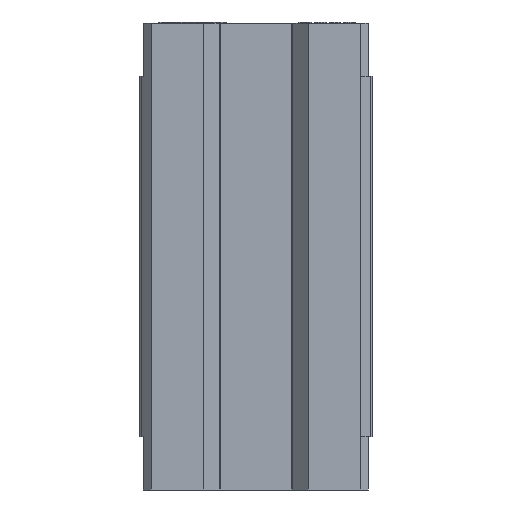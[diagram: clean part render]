
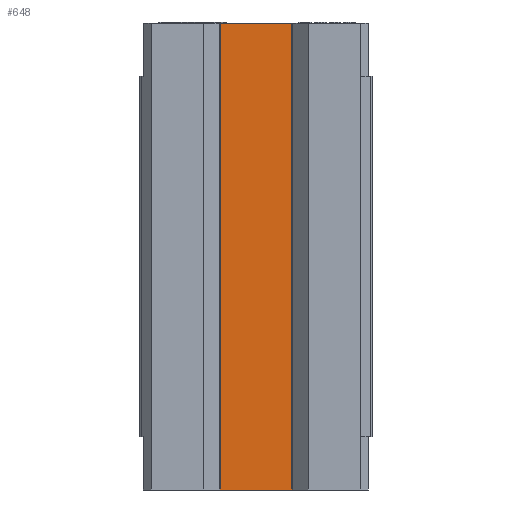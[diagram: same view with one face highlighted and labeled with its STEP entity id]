
A CAD part, front view. The second image highlights one B-rep face of the part: STEP entity #648.
In plain terms, the highlighted planar face has unit normal (0, -1, 0).
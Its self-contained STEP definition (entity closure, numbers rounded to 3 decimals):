
#648 = ADVANCED_FACE ( 'NONE', ( #9435 ), #9433, .T. ) ;
#649 = EDGE_LOOP ( 'NONE', ( #650, #707, #708, #710 ) ) ;
#650 = ORIENTED_EDGE ( 'NONE', *, *, #651, .T. ) ;
#651 = EDGE_CURVE ( 'NONE', #2165, #2176, #9482, .T. ) ;
#707 = ORIENTED_EDGE ( 'NONE', *, *, #2240, .T. ) ;
#708 = ORIENTED_EDGE ( 'NONE', *, *, #709, .F. ) ;
#709 = EDGE_CURVE ( 'NONE', #2168, #2238, #9634, .T. ) ;
#710 = ORIENTED_EDGE ( 'NONE', *, *, #2167, .T. ) ;
#2165 = VERTEX_POINT ( 'NONE', #11698 ) ;
#2167 = EDGE_CURVE ( 'NONE', #2168, #2165, #11697, .T. ) ;
#2168 = VERTEX_POINT ( 'NONE', #11693 ) ;
#2176 = VERTEX_POINT ( 'NONE', #11731 ) ;
#2238 = VERTEX_POINT ( 'NONE', #11863 ) ;
#2240 = EDGE_CURVE ( 'NONE', #2176, #2238, #11861, .T. ) ;
#9427 = DIRECTION ( 'NONE',  ( 1., 0., 0. ) ) ;
#9428 = DIRECTION ( 'NONE',  ( 0., -1., 0. ) ) ;
#9429 = CARTESIAN_POINT ( 'NONE',  ( -9.256, 0., -46.5 ) ) ;
#9430 = AXIS2_PLACEMENT_3D ( 'NONE', #9429, #9428, #9427 ) ;
#9433 = PLANE ( 'NONE',  #9430 ) ;
#9435 = FACE_OUTER_BOUND ( 'NONE', #649, .T. ) ;
#9479 = DIRECTION ( 'NONE',  ( 1., 0., 0. ) ) ;
#9480 = VECTOR ( 'NONE', #9479, 1000. ) ;
#9481 = CARTESIAN_POINT ( 'NONE',  ( 0., 0., -60.2 ) ) ;
#9482 = LINE ( 'NONE', #9481, #9480 ) ;
#9630 = CARTESIAN_POINT ( 'NONE',  ( 9.256, 0., 60.2 ) ) ;
#9631 = CARTESIAN_POINT ( 'NONE',  ( 3.085, 0., 60.2 ) ) ;
#9632 = CARTESIAN_POINT ( 'NONE',  ( -3.085, 0., 60.2 ) ) ;
#9633 = CARTESIAN_POINT ( 'NONE',  ( -9.256, 0., 60.2 ) ) ;
#9634 = B_SPLINE_CURVE_WITH_KNOTS ( 'NONE', 3,
 ( #9633, #9632, #9631, #9630 ),
 .UNSPECIFIED., .F., .F.,
 ( 4, 4 ),
 ( 0., 1. ),
 .UNSPECIFIED. ) ;
#11693 = CARTESIAN_POINT ( 'NONE',  ( -9.256, 0., 60.2 ) ) ;
#11694 = DIRECTION ( 'NONE',  ( 0., 0., -1. ) ) ;
#11695 = VECTOR ( 'NONE', #11694, 1000. ) ;
#11696 = CARTESIAN_POINT ( 'NONE',  ( -9.256, 0., -46.5 ) ) ;
#11697 = LINE ( 'NONE', #11696, #11695 ) ;
#11698 = CARTESIAN_POINT ( 'NONE',  ( -9.256, 0., -60.2 ) ) ;
#11731 = CARTESIAN_POINT ( 'NONE',  ( 9.256, 0., -60.2 ) ) ;
#11854 = DIRECTION ( 'NONE',  ( 0., 0., 1. ) ) ;
#11855 = VECTOR ( 'NONE', #11854, 1000. ) ;
#11861 = LINE ( 'NONE', #11862, #11855 ) ;
#11862 = CARTESIAN_POINT ( 'NONE',  ( 9.256, 0., -46.5 ) ) ;
#11863 = CARTESIAN_POINT ( 'NONE',  ( 9.256, 0., 60.2 ) ) ;
